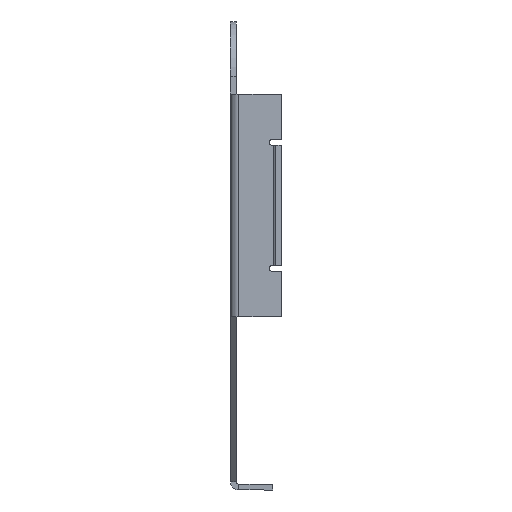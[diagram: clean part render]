
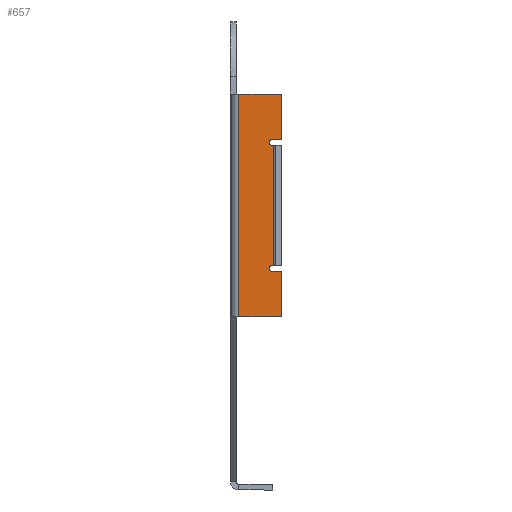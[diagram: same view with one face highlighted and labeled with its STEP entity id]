
A CAD part, left-side view. The second image highlights one B-rep face of the part: STEP entity #657.
In plain terms, the highlighted planar face has unit normal (-1, 0, 0).
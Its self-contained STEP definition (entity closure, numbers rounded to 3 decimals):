
#14 = AXIS2_PLACEMENT_3D ( 'NONE', #1208, #423, #2134 ) ;
#28 = VECTOR ( 'NONE', #2382, 1000. ) ;
#34 = AXIS2_PLACEMENT_3D ( 'NONE', #1941, #2640, #1682 ) ;
#60 = ORIENTED_EDGE ( 'NONE', *, *, #1432, .F. ) ;
#101 = DIRECTION ( 'NONE',  ( 0., 0., 1. ) ) ;
#111 = LINE ( 'NONE', #2193, #753 ) ;
#144 = EDGE_CURVE ( 'NONE', #1245, #2299, #607, .T. ) ;
#148 = LINE ( 'NONE', #1337, #1027 ) ;
#150 = ORIENTED_EDGE ( 'NONE', *, *, #1972, .F. ) ;
#254 = EDGE_CURVE ( 'NONE', #2765, #1604, #445, .T. ) ;
#295 = EDGE_CURVE ( 'NONE', #2299, #2342, #148, .T. ) ;
#316 = VECTOR ( 'NONE', #613, 1000. ) ;
#358 = ORIENTED_EDGE ( 'NONE', *, *, #606, .F. ) ;
#378 = AXIS2_PLACEMENT_3D ( 'NONE', #1094, #1346, #2540 ) ;
#411 = ORIENTED_EDGE ( 'NONE', *, *, #426, .F. ) ;
#415 = VECTOR ( 'NONE', #2844, 1000. ) ;
#423 = DIRECTION ( 'NONE',  ( -1., 0., 0. ) ) ;
#426 = EDGE_CURVE ( 'NONE', #2856, #1389, #2240, .T. ) ;
#445 = CIRCLE ( 'NONE', #378, 0.125 ) ;
#502 = VECTOR ( 'NONE', #2013, 1000. ) ;
#516 = ORIENTED_EDGE ( 'NONE', *, *, #295, .F. ) ;
#518 = CIRCLE ( 'NONE', #14, 0.125 ) ;
#519 = ORIENTED_EDGE ( 'NONE', *, *, #2490, .F. ) ;
#538 = CARTESIAN_POINT ( 'NONE',  ( -10.555, 0.4, 4.685 ) ) ;
#545 = EDGE_CURVE ( 'NONE', #1613, #790, #111, .T. ) ;
#562 = CARTESIAN_POINT ( 'NONE',  ( -10.555, 0.525, -0.52 ) ) ;
#573 = VERTEX_POINT ( 'NONE', #538 ) ;
#606 = EDGE_CURVE ( 'NONE', #1389, #1245, #1859, .T. ) ;
#607 = LINE ( 'NONE', #1712, #1296 ) ;
#613 = DIRECTION ( 'NONE',  ( 0., 1., 0. ) ) ;
#629 = ORIENTED_EDGE ( 'NONE', *, *, #144, .F. ) ;
#650 = EDGE_CURVE ( 'NONE', #1604, #2789, #1220, .T. ) ;
#654 = AXIS2_PLACEMENT_3D ( 'NONE', #1954, #1999, #2683 ) ;
#657 = ADVANCED_FACE ( 'NONE', ( #1325 ), #2601, .F. ) ;
#751 = ORIENTED_EDGE ( 'NONE', *, *, #3112, .F. ) ;
#753 = VECTOR ( 'NONE', #2694, 1000. ) ;
#790 = VERTEX_POINT ( 'NONE', #1641 ) ;
#809 = EDGE_CURVE ( 'NONE', #2751, #2765, #1552, .T. ) ;
#859 = ORIENTED_EDGE ( 'NONE', *, *, #650, .F. ) ;
#890 = ORIENTED_EDGE ( 'NONE', *, *, #809, .F. ) ;
#902 = EDGE_CURVE ( 'NONE', #573, #1613, #981, .T. ) ;
#919 = CARTESIAN_POINT ( 'NONE',  ( -10.555, 0., 0. ) ) ;
#922 = CARTESIAN_POINT ( 'NONE',  ( -10.555, 0.35, 4.685 ) ) ;
#950 = CARTESIAN_POINT ( 'NONE',  ( -10.555, 0.4, -0.645 ) ) ;
#955 = CARTESIAN_POINT ( 'NONE',  ( -10.555, 1.81, 6.855 ) ) ;
#981 = LINE ( 'NONE', #1960, #2487 ) ;
#1022 = VECTOR ( 'NONE', #1762, 1000. ) ;
#1027 = VECTOR ( 'NONE', #1110, 1000. ) ;
#1094 = CARTESIAN_POINT ( 'NONE',  ( -10.555, 0.4, -0.52 ) ) ;
#1110 = DIRECTION ( 'NONE',  ( 0., 1., 0. ) ) ;
#1120 = AXIS2_PLACEMENT_3D ( 'NONE', #919, #1183, #3133 ) ;
#1141 = VERTEX_POINT ( 'NONE', #2026 ) ;
#1157 = LINE ( 'NONE', #1304, #316 ) ;
#1183 = DIRECTION ( 'NONE',  ( 1., 0., 0. ) ) ;
#1208 = CARTESIAN_POINT ( 'NONE',  ( -10.555, 0.4, 4.81 ) ) ;
#1220 = LINE ( 'NONE', #950, #28 ) ;
#1245 = VERTEX_POINT ( 'NONE', #3079 ) ;
#1296 = VECTOR ( 'NONE', #2162, 1000. ) ;
#1304 = CARTESIAN_POINT ( 'NONE',  ( -10.555, 0.35, -0.395 ) ) ;
#1309 = CARTESIAN_POINT ( 'NONE',  ( -10.555, 1.81, -2.565 ) ) ;
#1325 = FACE_OUTER_BOUND ( 'NONE', #2910, .T. ) ;
#1337 = CARTESIAN_POINT ( 'NONE',  ( -10.555, 0., 4.935 ) ) ;
#1346 = DIRECTION ( 'NONE',  ( -1., 0., 0. ) ) ;
#1349 = CIRCLE ( 'NONE', #654, 0.125 ) ;
#1389 = VERTEX_POINT ( 'NONE', #955 ) ;
#1432 = EDGE_CURVE ( 'NONE', #1141, #573, #518, .T. ) ;
#1477 = DIRECTION ( 'NONE',  ( 0., -1., 0. ) ) ;
#1534 = CARTESIAN_POINT ( 'NONE',  ( -10.555, 0., -2.565 ) ) ;
#1552 = CIRCLE ( 'NONE', #34, 0.125 ) ;
#1604 = VERTEX_POINT ( 'NONE', #2329 ) ;
#1612 = ORIENTED_EDGE ( 'NONE', *, *, #545, .F. ) ;
#1613 = VERTEX_POINT ( 'NONE', #922 ) ;
#1639 = CARTESIAN_POINT ( 'NONE',  ( -10.555, 0., 6.855 ) ) ;
#1641 = CARTESIAN_POINT ( 'NONE',  ( -10.555, 0.35, -0.395 ) ) ;
#1682 = DIRECTION ( 'NONE',  ( 0., -1., 0. ) ) ;
#1712 = CARTESIAN_POINT ( 'NONE',  ( -10.555, 0., 6.855 ) ) ;
#1762 = DIRECTION ( 'NONE',  ( 0., -1., 0. ) ) ;
#1820 = CARTESIAN_POINT ( 'NONE',  ( -10.555, 0., -0.645 ) ) ;
#1859 = LINE ( 'NONE', #2721, #1022 ) ;
#1863 = CARTESIAN_POINT ( 'NONE',  ( -10.555, 0., 4.935 ) ) ;
#1941 = CARTESIAN_POINT ( 'NONE',  ( -10.555, 0.4, -0.52 ) ) ;
#1954 = CARTESIAN_POINT ( 'NONE',  ( -10.555, 0.4, 4.81 ) ) ;
#1960 = CARTESIAN_POINT ( 'NONE',  ( -10.555, 0.4, 4.685 ) ) ;
#1968 = VERTEX_POINT ( 'NONE', #1534 ) ;
#1972 = EDGE_CURVE ( 'NONE', #790, #2751, #1157, .T. ) ;
#1999 = DIRECTION ( 'NONE',  ( -1., 0., 0. ) ) ;
#2013 = DIRECTION ( 'NONE',  ( 0., 1., 0. ) ) ;
#2026 = CARTESIAN_POINT ( 'NONE',  ( -10.555, 0.525, 4.81 ) ) ;
#2134 = DIRECTION ( 'NONE',  ( 0., -1., 0. ) ) ;
#2162 = DIRECTION ( 'NONE',  ( 0., 0., -1. ) ) ;
#2169 = CARTESIAN_POINT ( 'NONE',  ( -10.555, 0.4, 4.935 ) ) ;
#2193 = CARTESIAN_POINT ( 'NONE',  ( -10.555, 0.35, 4.685 ) ) ;
#2240 = LINE ( 'NONE', #2304, #2529 ) ;
#2292 = LINE ( 'NONE', #1639, #415 ) ;
#2299 = VERTEX_POINT ( 'NONE', #1863 ) ;
#2304 = CARTESIAN_POINT ( 'NONE',  ( -10.555, 1.81, 6.855 ) ) ;
#2329 = CARTESIAN_POINT ( 'NONE',  ( -10.555, 0.4, -0.645 ) ) ;
#2342 = VERTEX_POINT ( 'NONE', #2169 ) ;
#2382 = DIRECTION ( 'NONE',  ( 0., -1., 0. ) ) ;
#2487 = VECTOR ( 'NONE', #1477, 1000. ) ;
#2490 = EDGE_CURVE ( 'NONE', #2342, #1141, #1349, .T. ) ;
#2529 = VECTOR ( 'NONE', #101, 1000. ) ;
#2540 = DIRECTION ( 'NONE',  ( 0., -1., 0. ) ) ;
#2553 = ORIENTED_EDGE ( 'NONE', *, *, #254, .F. ) ;
#2574 = EDGE_CURVE ( 'NONE', #1968, #2856, #2923, .T. ) ;
#2601 = PLANE ( 'NONE',  #1120 ) ;
#2638 = ORIENTED_EDGE ( 'NONE', *, *, #2574, .F. ) ;
#2640 = DIRECTION ( 'NONE',  ( -1., 0., 0. ) ) ;
#2683 = DIRECTION ( 'NONE',  ( 0., -1., 0. ) ) ;
#2694 = DIRECTION ( 'NONE',  ( 0., 0., -1. ) ) ;
#2721 = CARTESIAN_POINT ( 'NONE',  ( -10.555, 1.91, 6.855 ) ) ;
#2725 = CARTESIAN_POINT ( 'NONE',  ( -10.555, 0., -2.565 ) ) ;
#2751 = VERTEX_POINT ( 'NONE', #2976 ) ;
#2765 = VERTEX_POINT ( 'NONE', #562 ) ;
#2789 = VERTEX_POINT ( 'NONE', #1820 ) ;
#2844 = DIRECTION ( 'NONE',  ( 0., 0., -1. ) ) ;
#2856 = VERTEX_POINT ( 'NONE', #1309 ) ;
#2910 = EDGE_LOOP ( 'NONE', ( #516, #629, #358, #411, #2638, #751, #859, #2553, #890, #150, #1612, #2995, #60, #519 ) ) ;
#2923 = LINE ( 'NONE', #2725, #502 ) ;
#2976 = CARTESIAN_POINT ( 'NONE',  ( -10.555, 0.4, -0.395 ) ) ;
#2995 = ORIENTED_EDGE ( 'NONE', *, *, #902, .F. ) ;
#3079 = CARTESIAN_POINT ( 'NONE',  ( -10.555, 0., 6.855 ) ) ;
#3112 = EDGE_CURVE ( 'NONE', #2789, #1968, #2292, .T. ) ;
#3133 = DIRECTION ( 'NONE',  ( 0., 1., 0. ) ) ;
